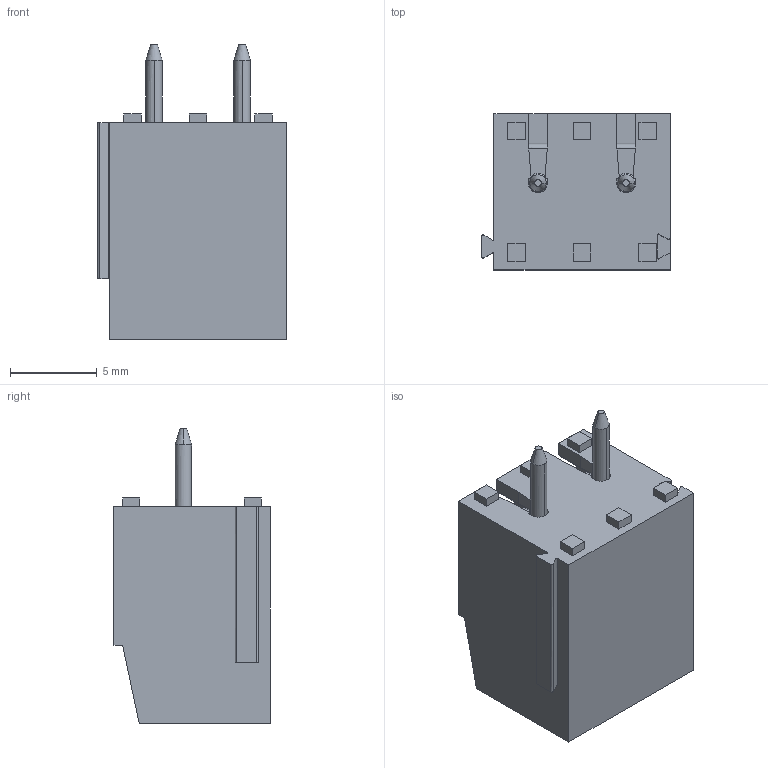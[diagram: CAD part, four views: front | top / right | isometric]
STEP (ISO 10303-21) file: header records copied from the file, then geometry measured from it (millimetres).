
FILE_DESCRIPTION (( 'STEP AP214' ), '1' );
FILE_NAME ('0FC93C00-48F2-4B94-AD34-8203743A3016.STEP', '2023-11-04T21:52:18', ( '' ), ( '' ), 'SwSTEP 2.0', 'SolidWorks 2022', '' );
FILE_SCHEMA (( 'AUTOMOTIVE_DESIGN' ));
Length unit declared in the file: millimetre
Products named in the file (1): 0FC93C00-48F2-4B94-AD34-8203743A3016
Bounding box: 10.86 x 9 x 17 mm (x, y, z)
Volume: 766.5 mm3; surface area: 1837.4 mm2
Topology: 3 solids, 3 shells, 400 faces, 1134 edges, 746 vertices
Faces by surface type: plane 204, bspline 196
Entity records: 33384 total; most frequent: CARTESIAN_POINT 24547, ORIENTED_EDGE 2252, EDGE_CURVE 1126, DIRECTION 1066, VERTEX_POINT 746, VECTOR 592, LINE 592, B_SPLINE_CURVE_WITH_KNOTS 480
